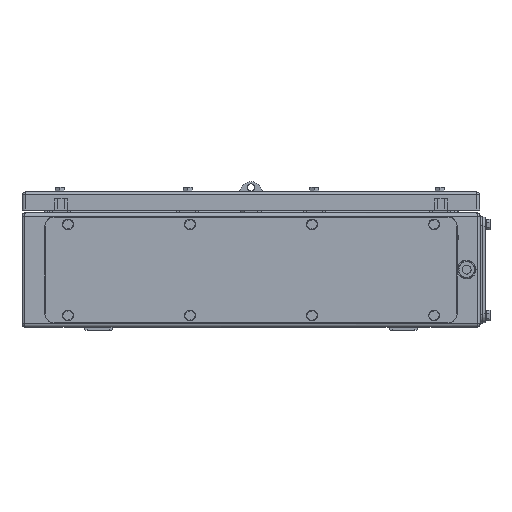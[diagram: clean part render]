
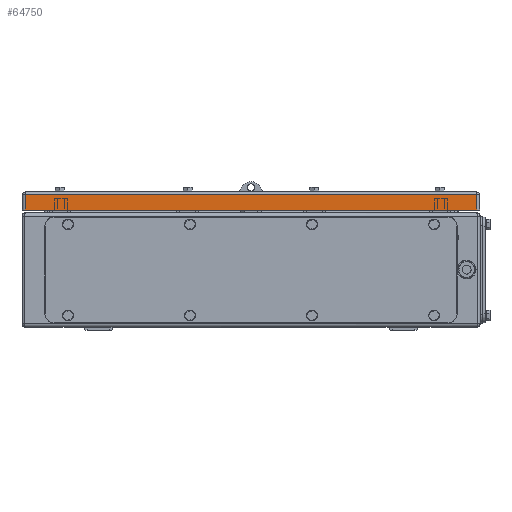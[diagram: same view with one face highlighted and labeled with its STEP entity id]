
A CAD part, left-side view. The second image highlights one B-rep face of the part: STEP entity #64750.
In plain terms, the highlighted planar face has unit normal (-1, 0, 0).
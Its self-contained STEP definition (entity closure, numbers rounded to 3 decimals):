
#64723=AXIS2_PLACEMENT_3D('Plane Axis2P3D',#64720,#64721,#64722) ;
#64149=CARTESIAN_POINT('Vertex',(41.,14.5,150.5)) ;
#64156=CARTESIAN_POINT('Vertex',(41.,515.5,150.5)) ;
#64159=CARTESIAN_POINT('Line Origine',(41.,265.,150.5)) ;
#64720=CARTESIAN_POINT('Axis2P3D Location',(41.,11.5,133.5)) ;
#64725=CARTESIAN_POINT('Line Origine',(41.,14.5,142.)) ;
#64729=CARTESIAN_POINT('Vertex',(41.,14.5,133.5)) ;
#64732=CARTESIAN_POINT('Line Origine',(41.,515.5,142.)) ;
#64736=CARTESIAN_POINT('Vertex',(41.,515.5,133.5)) ;
#64739=CARTESIAN_POINT('Line Origine',(41.,265.,133.5)) ;
#64160=DIRECTION('Vector Direction',(0.,1.,0.)) ;
#64721=DIRECTION('Axis2P3D Direction',(-1.,0.,0.)) ;
#64722=DIRECTION('Axis2P3D XDirection',(0.,-1.,0.)) ;
#64726=DIRECTION('Vector Direction',(0.,0.,1.)) ;
#64733=DIRECTION('Vector Direction',(0.,0.,-1.)) ;
#64740=DIRECTION('Vector Direction',(0.,-1.,0.)) ;
#64161=VECTOR('Line Direction',#64160,1.) ;
#64727=VECTOR('Line Direction',#64726,1.) ;
#64734=VECTOR('Line Direction',#64733,1.) ;
#64741=VECTOR('Line Direction',#64740,1.) ;
#64745=ORIENTED_EDGE('',*,*,#64731,.T.) ;
#64746=ORIENTED_EDGE('',*,*,#64163,.T.) ;
#64747=ORIENTED_EDGE('',*,*,#64738,.T.) ;
#64748=ORIENTED_EDGE('',*,*,#64743,.T.) ;
#64750=ADVANCED_FACE('Cover',(#64749),#64724,.T.) ;
#64163=EDGE_CURVE('',#64150,#64157,#64162,.T.) ;
#64731=EDGE_CURVE('',#64730,#64150,#64728,.T.) ;
#64738=EDGE_CURVE('',#64157,#64737,#64735,.T.) ;
#64743=EDGE_CURVE('',#64737,#64730,#64742,.T.) ;
#64744=EDGE_LOOP('',(#64745,#64746,#64747,#64748)) ;
#64749=FACE_OUTER_BOUND('',#64744,.T.) ;
#64162=LINE('Line',#64159,#64161) ;
#64728=LINE('Line',#64725,#64727) ;
#64735=LINE('Line',#64732,#64734) ;
#64742=LINE('Line',#64739,#64741) ;
#64724=PLANE('',#64723) ;
#64150=VERTEX_POINT('',#64149) ;
#64157=VERTEX_POINT('',#64156) ;
#64730=VERTEX_POINT('',#64729) ;
#64737=VERTEX_POINT('',#64736) ;
